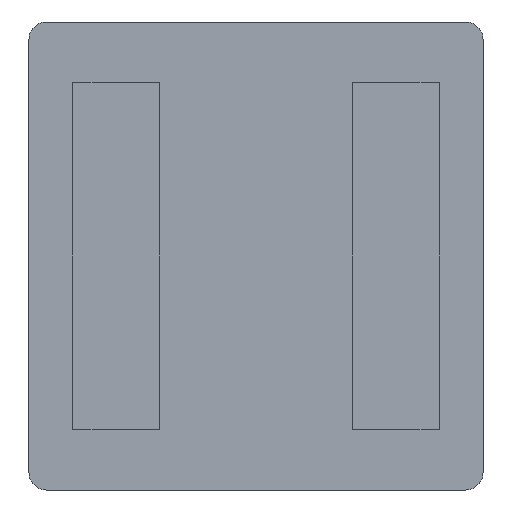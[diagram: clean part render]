
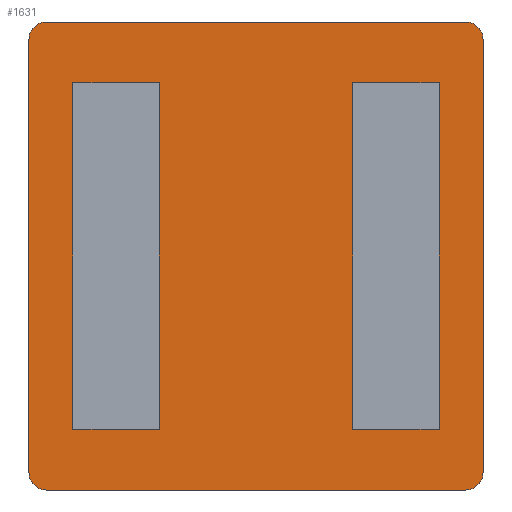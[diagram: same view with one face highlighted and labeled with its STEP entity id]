
A CAD part, front view. The second image highlights one B-rep face of the part: STEP entity #1631.
In plain terms, the highlighted planar face has unit normal (0, -1, 0).
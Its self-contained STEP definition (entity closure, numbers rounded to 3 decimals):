
#7 = LINE ( 'NONE', #1551, #729 ) ;
#27 = VECTOR ( 'NONE', #1330, 1000. ) ;
#44 = EDGE_CURVE ( 'NONE', #160, #1315, #46, .T. ) ;
#45 = DIRECTION ( 'NONE',  ( 0., 1., 0. ) ) ;
#46 = LINE ( 'NONE', #377, #1978 ) ;
#85 = CARTESIAN_POINT ( 'NONE',  ( -3.28, 0., -3.13 ) ) ;
#91 = ORIENTED_EDGE ( 'NONE', *, *, #210, .F. ) ;
#115 = PLANE ( 'NONE',  #883 ) ;
#131 = CARTESIAN_POINT ( 'NONE',  ( -3.28, 0., -3.38 ) ) ;
#148 = ORIENTED_EDGE ( 'NONE', *, *, #2283, .F. ) ;
#152 = DIRECTION ( 'NONE',  ( 0., 0., 1. ) ) ;
#156 = VERTEX_POINT ( 'NONE', #1109 ) ;
#160 = VERTEX_POINT ( 'NONE', #1295 ) ;
#161 = LINE ( 'NONE', #2275, #285 ) ;
#174 = CARTESIAN_POINT ( 'NONE',  ( -3.03, 0., 3.13 ) ) ;
#206 = VERTEX_POINT ( 'NONE', #1214 ) ;
#210 = EDGE_CURVE ( 'NONE', #788, #156, #2138, .T. ) ;
#230 = EDGE_CURVE ( 'NONE', #1350, #788, #1606, .T. ) ;
#245 = EDGE_CURVE ( 'NONE', #2192, #2120, #1127, .T. ) ;
#251 = ORIENTED_EDGE ( 'NONE', *, *, #2112, .F. ) ;
#285 = VECTOR ( 'NONE', #855, 1000. ) ;
#291 = CARTESIAN_POINT ( 'NONE',  ( 3.28, 0., -2.5 ) ) ;
#297 = DIRECTION ( 'NONE',  ( 0., 1., 0. ) ) ;
#348 = DIRECTION ( 'NONE',  ( 0., 0., -1. ) ) ;
#352 = VECTOR ( 'NONE', #1225, 1000. ) ;
#377 = CARTESIAN_POINT ( 'NONE',  ( 2.645, 0., 3.38 ) ) ;
#393 = VERTEX_POINT ( 'NONE', #1316 ) ;
#400 = CARTESIAN_POINT ( 'NONE',  ( -3.03, 0., -3.13 ) ) ;
#404 = CARTESIAN_POINT ( 'NONE',  ( -2.645, 0., 3.38 ) ) ;
#466 = CIRCLE ( 'NONE', #1650, 0.25 ) ;
#484 = EDGE_CURVE ( 'NONE', #156, #813, #7, .T. ) ;
#490 = FACE_BOUND ( 'NONE', #747, .T. ) ;
#520 = EDGE_CURVE ( 'NONE', #2074, #1528, #466, .T. ) ;
#570 = EDGE_CURVE ( 'NONE', #2192, #785, #161, .T. ) ;
#624 = LINE ( 'NONE', #647, #27 ) ;
#647 = CARTESIAN_POINT ( 'NONE',  ( -3.28, 0., 3.38 ) ) ;
#652 = FACE_OUTER_BOUND ( 'NONE', #767, .T. ) ;
#655 = ORIENTED_EDGE ( 'NONE', *, *, #1504, .F. ) ;
#665 = ORIENTED_EDGE ( 'NONE', *, *, #888, .T. ) ;
#684 = CARTESIAN_POINT ( 'NONE',  ( 3.28, 0., -3.38 ) ) ;
#704 = VECTOR ( 'NONE', #1501, 1000. ) ;
#709 = CARTESIAN_POINT ( 'NONE',  ( 3.03, 0., 3.13 ) ) ;
#719 = CARTESIAN_POINT ( 'NONE',  ( -2.645, 0., -2.5 ) ) ;
#729 = VECTOR ( 'NONE', #2287, 1000. ) ;
#744 = DIRECTION ( 'NONE',  ( 0., 0., 1. ) ) ;
#747 = EDGE_LOOP ( 'NONE', ( #2293, #148, #1935, #91 ) ) ;
#767 = EDGE_LOOP ( 'NONE', ( #2019, #1064, #665, #1645, #2263, #1781, #1990, #251 ) ) ;
#785 = VERTEX_POINT ( 'NONE', #85 ) ;
#786 = LINE ( 'NONE', #1115, #1133 ) ;
#787 = LINE ( 'NONE', #937, #704 ) ;
#788 = VERTEX_POINT ( 'NONE', #1119 ) ;
#795 = VECTOR ( 'NONE', #152, 1000. ) ;
#807 = AXIS2_PLACEMENT_3D ( 'NONE', #1107, #45, #1483 ) ;
#813 = VERTEX_POINT ( 'NONE', #1861 ) ;
#836 = VECTOR ( 'NONE', #1729, 1000. ) ;
#837 = FACE_BOUND ( 'NONE', #2111, .T. ) ;
#855 = DIRECTION ( 'NONE',  ( 0., 0., -1. ) ) ;
#881 = DIRECTION ( 'NONE',  ( 0., 1., 0. ) ) ;
#883 = AXIS2_PLACEMENT_3D ( 'NONE', #1362, #297, #2092 ) ;
#888 = EDGE_CURVE ( 'NONE', #2157, #1528, #1717, .T. ) ;
#932 = DIRECTION ( 'NONE',  ( 0., 1., 0. ) ) ;
#935 = ORIENTED_EDGE ( 'NONE', *, *, #44, .F. ) ;
#937 = CARTESIAN_POINT ( 'NONE',  ( 3.28, 0., -2.5 ) ) ;
#958 = CARTESIAN_POINT ( 'NONE',  ( 3.28, 0., -3.13 ) ) ;
#995 = VECTOR ( 'NONE', #2167, 1000. ) ;
#1064 = ORIENTED_EDGE ( 'NONE', *, *, #2127, .F. ) ;
#1107 = CARTESIAN_POINT ( 'NONE',  ( 3.03, 0., -3.13 ) ) ;
#1109 = CARTESIAN_POINT ( 'NONE',  ( -1.395, 0., 2.5 ) ) ;
#1115 = CARTESIAN_POINT ( 'NONE',  ( 3.28, 0., 2.5 ) ) ;
#1119 = CARTESIAN_POINT ( 'NONE',  ( -1.395, 0., -2.5 ) ) ;
#1127 = CIRCLE ( 'NONE', #1651, 0.25 ) ;
#1133 = VECTOR ( 'NONE', #1291, 1000. ) ;
#1167 = CARTESIAN_POINT ( 'NONE',  ( -1.395, 0., 3.38 ) ) ;
#1214 = CARTESIAN_POINT ( 'NONE',  ( 1.395, 0., 2.5 ) ) ;
#1223 = EDGE_CURVE ( 'NONE', #2074, #2120, #624, .T. ) ;
#1225 = DIRECTION ( 'NONE',  ( 1., 0., 0. ) ) ;
#1254 = CIRCLE ( 'NONE', #2261, 0.25 ) ;
#1291 = DIRECTION ( 'NONE',  ( -1., 0., 0. ) ) ;
#1295 = CARTESIAN_POINT ( 'NONE',  ( 2.645, 0., -2.5 ) ) ;
#1306 = CARTESIAN_POINT ( 'NONE',  ( -3.03, 0., 3.38 ) ) ;
#1315 = VERTEX_POINT ( 'NONE', #2276 ) ;
#1316 = CARTESIAN_POINT ( 'NONE',  ( -3.03, 0., -3.38 ) ) ;
#1326 = VERTEX_POINT ( 'NONE', #1926 ) ;
#1330 = DIRECTION ( 'NONE',  ( -1., 0., 0. ) ) ;
#1350 = VERTEX_POINT ( 'NONE', #719 ) ;
#1362 = CARTESIAN_POINT ( 'NONE',  ( 3.28, 0., 3.38 ) ) ;
#1383 = EDGE_CURVE ( 'NONE', #206, #1421, #1666, .T. ) ;
#1421 = VERTEX_POINT ( 'NONE', #1775 ) ;
#1441 = CARTESIAN_POINT ( 'NONE',  ( 3.03, 0., 3.38 ) ) ;
#1453 = LINE ( 'NONE', #404, #995 ) ;
#1483 = DIRECTION ( 'NONE',  ( 0., 0., -1. ) ) ;
#1501 = DIRECTION ( 'NONE',  ( 1., 0., 0. ) ) ;
#1504 = EDGE_CURVE ( 'NONE', #1315, #206, #786, .T. ) ;
#1528 = VERTEX_POINT ( 'NONE', #2000 ) ;
#1551 = CARTESIAN_POINT ( 'NONE',  ( 3.28, 0., 2.5 ) ) ;
#1564 = DIRECTION ( 'NONE',  ( 0., 0., -1. ) ) ;
#1581 = VECTOR ( 'NONE', #1833, 1000. ) ;
#1606 = LINE ( 'NONE', #291, #352 ) ;
#1631 = ADVANCED_FACE ( 'NONE', ( #837, #652, #490 ), #115, .F. ) ;
#1645 = ORIENTED_EDGE ( 'NONE', *, *, #520, .F. ) ;
#1650 = AXIS2_PLACEMENT_3D ( 'NONE', #709, #2083, #348 ) ;
#1651 = AXIS2_PLACEMENT_3D ( 'NONE', #174, #881, #1564 ) ;
#1666 = LINE ( 'NONE', #2049, #1581 ) ;
#1717 = LINE ( 'NONE', #684, #836 ) ;
#1729 = DIRECTION ( 'NONE',  ( 0., 0., 1. ) ) ;
#1734 = VECTOR ( 'NONE', #2078, 1000. ) ;
#1775 = CARTESIAN_POINT ( 'NONE',  ( 1.395, 0., -2.5 ) ) ;
#1781 = ORIENTED_EDGE ( 'NONE', *, *, #245, .F. ) ;
#1833 = DIRECTION ( 'NONE',  ( 0., 0., -1. ) ) ;
#1861 = CARTESIAN_POINT ( 'NONE',  ( -2.645, 0., 2.5 ) ) ;
#1926 = CARTESIAN_POINT ( 'NONE',  ( 3.03, 0., -3.38 ) ) ;
#1935 = ORIENTED_EDGE ( 'NONE', *, *, #484, .F. ) ;
#1962 = EDGE_CURVE ( 'NONE', #393, #1326, #2069, .T. ) ;
#1978 = VECTOR ( 'NONE', #744, 1000. ) ;
#1990 = ORIENTED_EDGE ( 'NONE', *, *, #570, .T. ) ;
#1995 = DIRECTION ( 'NONE',  ( 0., 0., -1. ) ) ;
#2000 = CARTESIAN_POINT ( 'NONE',  ( 3.28, 0., 3.13 ) ) ;
#2019 = ORIENTED_EDGE ( 'NONE', *, *, #1962, .T. ) ;
#2044 = ORIENTED_EDGE ( 'NONE', *, *, #1383, .F. ) ;
#2049 = CARTESIAN_POINT ( 'NONE',  ( 1.395, 0., 3.38 ) ) ;
#2050 = ORIENTED_EDGE ( 'NONE', *, *, #2222, .F. ) ;
#2069 = LINE ( 'NONE', #131, #1734 ) ;
#2074 = VERTEX_POINT ( 'NONE', #1441 ) ;
#2078 = DIRECTION ( 'NONE',  ( 1., 0., 0. ) ) ;
#2083 = DIRECTION ( 'NONE',  ( 0., 1., 0. ) ) ;
#2092 = DIRECTION ( 'NONE',  ( 0., 0., 1. ) ) ;
#2111 = EDGE_LOOP ( 'NONE', ( #2050, #2044, #655, #935 ) ) ;
#2112 = EDGE_CURVE ( 'NONE', #393, #785, #1254, .T. ) ;
#2120 = VERTEX_POINT ( 'NONE', #1306 ) ;
#2127 = EDGE_CURVE ( 'NONE', #2157, #1326, #2223, .T. ) ;
#2138 = LINE ( 'NONE', #1167, #795 ) ;
#2157 = VERTEX_POINT ( 'NONE', #958 ) ;
#2167 = DIRECTION ( 'NONE',  ( 0., 0., -1. ) ) ;
#2192 = VERTEX_POINT ( 'NONE', #2224 ) ;
#2222 = EDGE_CURVE ( 'NONE', #1421, #160, #787, .T. ) ;
#2223 = CIRCLE ( 'NONE', #807, 0.25 ) ;
#2224 = CARTESIAN_POINT ( 'NONE',  ( -3.28, 0., 3.13 ) ) ;
#2261 = AXIS2_PLACEMENT_3D ( 'NONE', #400, #932, #1995 ) ;
#2263 = ORIENTED_EDGE ( 'NONE', *, *, #1223, .T. ) ;
#2275 = CARTESIAN_POINT ( 'NONE',  ( -3.28, 0., -3.38 ) ) ;
#2276 = CARTESIAN_POINT ( 'NONE',  ( 2.645, 0., 2.5 ) ) ;
#2283 = EDGE_CURVE ( 'NONE', #813, #1350, #1453, .T. ) ;
#2287 = DIRECTION ( 'NONE',  ( -1., 0., 0. ) ) ;
#2293 = ORIENTED_EDGE ( 'NONE', *, *, #230, .F. ) ;
